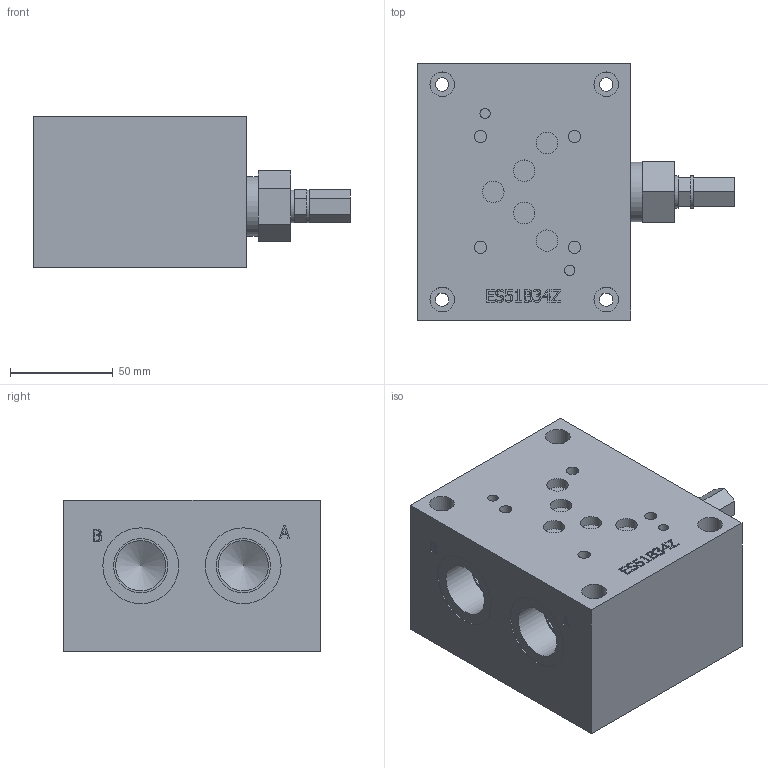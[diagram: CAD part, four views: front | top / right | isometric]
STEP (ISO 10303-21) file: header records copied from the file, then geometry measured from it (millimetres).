
FILE_DESCRIPTION(/* description */ (''),/* implementation_level */ '2;1');
FILE_NAME(/* name */ 'es51b34z.stp',/* time_stamp */ '2016-05-10T16:36:26+02:00',/* author */ ('Lemoine2'),/* organization */ (''),/* preprocessor_version */ 'ST-DEVELOPER v16.1',/* originating_system */ 'Autodesk Inventor 2016',/* authorisation */ '');
FILE_SCHEMA (('AUTOMOTIVE_DESIGN { 1 0 10303 214 3 1 1 }'));
Length unit declared in the file: millimetre
Products named in the file (1): es51b34z
Bounding box: 154.5 x 125 x 74 mm (x, y, z)
Volume: 889805 mm3; surface area: 86442.5 mm2
Topology: 2 solids, 2 shells, 386 faces, 947 edges, 620 vertices
Faces by surface type: plane 250, bspline 85, cylinder 44, cone 7
Full cylindrical faces by diameter (mm): 5 x2, 6 x4, 6.5 x4, 7 x2, 10.5 x5, 11.5 x2, 12 x4, 13.2 x2, 16 x2, 22 x2, 24.5 x4, 25.4 x1, 26.441 x4, 29 x1, 30 x1, 37 x4
Entity records: 11432 total; most frequent: CARTESIAN_POINT 2974, ORIENTED_EDGE 1758, DIRECTION 1436, EDGE_CURVE 879, VERTEX_POINT 603, LINE 586, VECTOR 586, EDGE_LOOP 500
